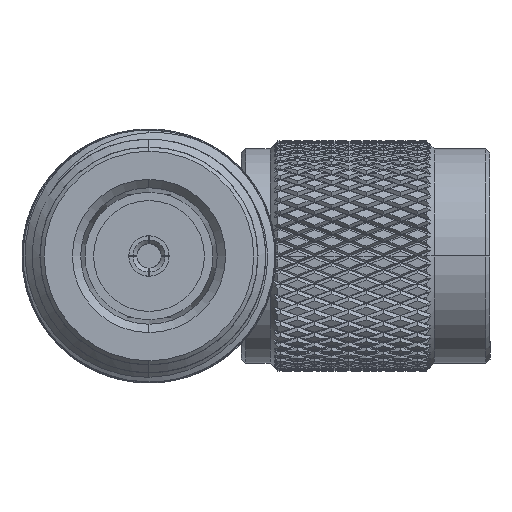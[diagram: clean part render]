
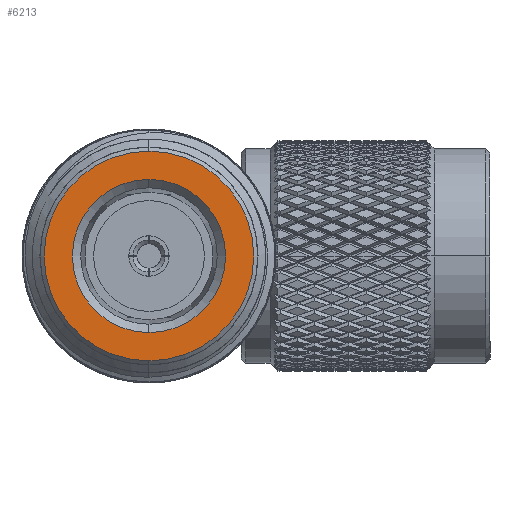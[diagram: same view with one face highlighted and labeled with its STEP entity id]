
A CAD part, left-side view. The second image highlights one B-rep face of the part: STEP entity #6213.
In plain terms, the highlighted planar face has unit normal (-1, 0, 0).
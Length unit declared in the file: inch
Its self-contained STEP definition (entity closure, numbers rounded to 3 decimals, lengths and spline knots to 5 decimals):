
#5260 = CARTESIAN_POINT ( 'NONE',  ( 0., 0., 0. ) ) ;
#6213 = ADVANCED_FACE ( 'NONE', ( #64364, #57095 ), #26297, .T. ) ;
#7087 = DIRECTION ( 'NONE',  ( 1., 0., 0. ) ) ;
#9517 = DIRECTION ( 'NONE',  ( 0., 0., 1. ) ) ;
#14382 = CARTESIAN_POINT ( 'NONE',  ( 0., 0., -0.26 ) ) ;
#22183 = VERTEX_POINT ( 'NONE', #14382 ) ;
#24843 = EDGE_LOOP ( 'NONE', ( #130347, #199586 ) ) ;
#26297 = PLANE ( 'NONE',  #108094 ) ;
#37780 = CARTESIAN_POINT ( 'NONE',  ( 0., 0., 0.26 ) ) ;
#44707 = CIRCLE ( 'NONE', #123110, 0.26 ) ;
#57095 = FACE_BOUND ( 'NONE', #154330, .T. ) ;
#58772 = DIRECTION ( 'NONE',  ( 0., 0., 1. ) ) ;
#59178 = EDGE_CURVE ( 'NONE', #94228, #22183, #44707, .T. ) ;
#59442 = DIRECTION ( 'NONE',  ( -1., 0., 0. ) ) ;
#64364 = FACE_OUTER_BOUND ( 'NONE', #24843, .T. ) ;
#69665 = CIRCLE ( 'NONE', #191662, 0.19 ) ;
#72809 = DIRECTION ( 'NONE',  ( 1., 0., 0. ) ) ;
#73500 = CARTESIAN_POINT ( 'NONE',  ( 0., 0., 0. ) ) ;
#82196 = DIRECTION ( 'NONE',  ( 0., 0., 1. ) ) ;
#88715 = CARTESIAN_POINT ( 'NONE',  ( 0., 0., 0. ) ) ;
#94228 = VERTEX_POINT ( 'NONE', #37780 ) ;
#100248 = CIRCLE ( 'NONE', #158008, 0.19 ) ;
#105088 = DIRECTION ( 'NONE',  ( -1., 0., 0. ) ) ;
#108094 = AXIS2_PLACEMENT_3D ( 'NONE', #165477, #105088, #196275 ) ;
#110739 = ORIENTED_EDGE ( 'NONE', *, *, #134036, .T. ) ;
#113824 = DIRECTION ( 'NONE',  ( 0., 0., 1. ) ) ;
#118594 = ORIENTED_EDGE ( 'NONE', *, *, #155362, .T. ) ;
#123110 = AXIS2_PLACEMENT_3D ( 'NONE', #5260, #175151, #82196 ) ;
#130347 = ORIENTED_EDGE ( 'NONE', *, *, #138856, .T. ) ;
#134036 = EDGE_CURVE ( 'NONE', #155004, #199784, #100248, .T. ) ;
#138856 = EDGE_CURVE ( 'NONE', #22183, #94228, #143067, .T. ) ;
#143067 = CIRCLE ( 'NONE', #173519, 0.26 ) ;
#146342 = CARTESIAN_POINT ( 'NONE',  ( 0., 0., -0.19 ) ) ;
#154330 = EDGE_LOOP ( 'NONE', ( #110739, #118594 ) ) ;
#155004 = VERTEX_POINT ( 'NONE', #181686 ) ;
#155362 = EDGE_CURVE ( 'NONE', #199784, #155004, #69665, .T. ) ;
#158008 = AXIS2_PLACEMENT_3D ( 'NONE', #88715, #7087, #113824 ) ;
#165477 = CARTESIAN_POINT ( 'NONE',  ( 0., 0., 0. ) ) ;
#173519 = AXIS2_PLACEMENT_3D ( 'NONE', #182341, #59442, #58772 ) ;
#175151 = DIRECTION ( 'NONE',  ( -1., 0., 0. ) ) ;
#181686 = CARTESIAN_POINT ( 'NONE',  ( 0., 0., 0.19 ) ) ;
#182341 = CARTESIAN_POINT ( 'NONE',  ( 0., 0., 0. ) ) ;
#191662 = AXIS2_PLACEMENT_3D ( 'NONE', #73500, #72809, #9517 ) ;
#196275 = DIRECTION ( 'NONE',  ( 0., 0., 1. ) ) ;
#199586 = ORIENTED_EDGE ( 'NONE', *, *, #59178, .T. ) ;
#199784 = VERTEX_POINT ( 'NONE', #146342 ) ;
